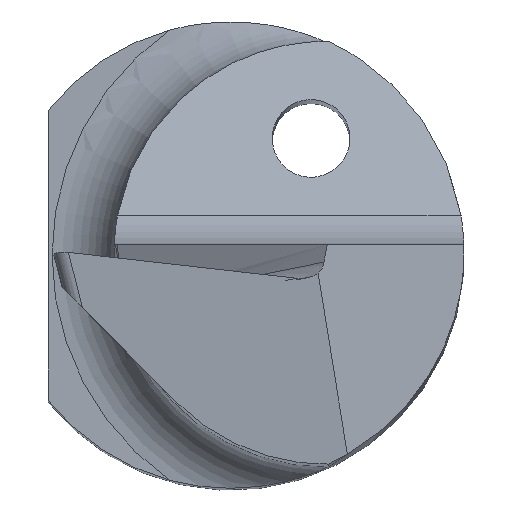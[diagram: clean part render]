
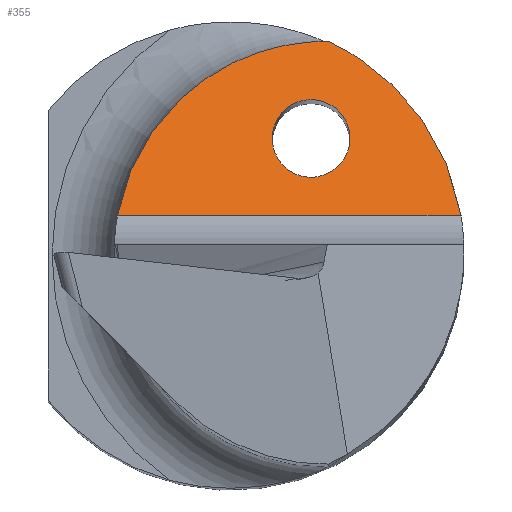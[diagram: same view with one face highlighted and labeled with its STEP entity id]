
A CAD part, top view. The second image highlights one B-rep face of the part: STEP entity #355.
In plain terms, the highlighted planar face has unit normal (0, 0.766, 0.643).
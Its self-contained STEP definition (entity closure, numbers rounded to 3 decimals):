
#27 = CARTESIAN_POINT ( 'NONE',  ( 1.032, 0.974, 31.086 ) ) ;
#32 = CARTESIAN_POINT ( 'NONE',  ( 2.962, 0.474, 31.682 ) ) ;
#36 = CARTESIAN_POINT ( 'NONE',  ( 2.032, 0.974, 31.086 ) ) ;
#44 = FACE_BOUND ( 'NONE', #116, .T. ) ;
#45 = CARTESIAN_POINT ( 'NONE',  ( 1.032, 1.974, 29.894 ) ) ;
#50 = FACE_OUTER_BOUND ( 'NONE', #630, .T. ) ;
#52 = ORIENTED_EDGE ( 'NONE', *, *, #668, .F. ) ;
#61 = EDGE_CURVE ( 'NONE', #766, #712, #214, .T. ) ;
#73 = CARTESIAN_POINT ( 'NONE',  ( -0.141, 2.74, 28.982 ) ) ;
#96 = CARTESIAN_POINT ( 'NONE',  ( 2.801, 1.483, 30.48 ) ) ;
#115 = CARTESIAN_POINT ( 'NONE',  ( -1.215, 1.849, 30.044 ) ) ;
#116 = EDGE_LOOP ( 'NONE', ( #528 ) ) ;
#134 = VERTEX_POINT ( 'NONE', #396 ) ;
#169 = CARTESIAN_POINT ( 'NONE',  ( 1.255, 2.725, 29. ) ) ;
#191 = DIRECTION ( 'NONE',  ( 0., -0.766, -0.643 ) ) ;
#213 = CARTESIAN_POINT ( 'NONE',  ( 1.255, 2.725, 29. ) ) ;
#214 =( BOUNDED_CURVE ( )  B_SPLINE_CURVE ( 3, ( #215, #96, #758, #169 ),
 .UNSPECIFIED., .F., .T. ) 
 B_SPLINE_CURVE_WITH_KNOTS ( ( 4, 4 ),
 ( 4.871, 5.852 ),
 .UNSPECIFIED. ) 
 CURVE ( )  GEOMETRIC_REPRESENTATION_ITEM ( )  RATIONAL_B_SPLINE_CURVE ( ( 1., 0.921, 0.921, 1. ) ) 
 REPRESENTATION_ITEM ( '' )  );
#215 = CARTESIAN_POINT ( 'NONE',  ( 2.962, 0.474, 31.682 ) ) ;
#222 = ORIENTED_EDGE ( 'NONE', *, *, #61, .T. ) ;
#280 = CARTESIAN_POINT ( 'NONE',  ( 3., 0.474, 31.682 ) ) ;
#313 = PLANE ( 'NONE',  #779 ) ;
#316 = DIRECTION ( 'NONE',  ( 0., 0.643, -0.766 ) ) ;
#336 = CARTESIAN_POINT ( 'NONE',  ( 1.255, 2.725, 29. ) ) ;
#349 = DIRECTION ( 'NONE',  ( -1., 0., 0. ) ) ;
#355 = ADVANCED_FACE ( 'NONE', ( #44, #50 ), #313, .F. ) ;
#386 = VECTOR ( 'NONE', #349, 1000. ) ;
#396 = CARTESIAN_POINT ( 'NONE',  ( 1.032, 1.974, 29.894 ) ) ;
#419 = CARTESIAN_POINT ( 'NONE',  ( 0.032, 0.974, 31.086 ) ) ;
#424 = CARTESIAN_POINT ( 'NONE',  ( 2.032, 1.974, 29.894 ) ) ;
#430 = CARTESIAN_POINT ( 'NONE',  ( 1.032, 1.974, 29.894 ) ) ;
#436 = CARTESIAN_POINT ( 'NONE',  ( 0.032, 1.974, 29.894 ) ) ;
#509 = CARTESIAN_POINT ( 'NONE',  ( -1.458, 0.474, 31.682 ) ) ;
#510 = EDGE_CURVE ( 'NONE', #766, #581, #613, .T. ) ;
#528 = ORIENTED_EDGE ( 'NONE', *, *, #587, .T. ) ;
#571 = CARTESIAN_POINT ( 'NONE',  ( 3., 0.474, 31.682 ) ) ;
#581 = VERTEX_POINT ( 'NONE', #509 ) ;
#584 = ORIENTED_EDGE ( 'NONE', *, *, #510, .F. ) ;
#587 = EDGE_CURVE ( 'NONE', #134, #134, #831, .T. ) ;
#613 = LINE ( 'NONE', #280, #386 ) ;
#630 = EDGE_LOOP ( 'NONE', ( #584, #222, #52 ) ) ;
#668 = EDGE_CURVE ( 'NONE', #581, #712, #823, .T. ) ;
#707 = CARTESIAN_POINT ( 'NONE',  ( -1.458, 0.474, 31.682 ) ) ;
#712 = VERTEX_POINT ( 'NONE', #213 ) ;
#758 = CARTESIAN_POINT ( 'NONE',  ( 2.183, 2.297, 29.51 ) ) ;
#766 = VERTEX_POINT ( 'NONE', #32 ) ;
#779 = AXIS2_PLACEMENT_3D ( 'NONE', #571, #191, #316 ) ;
#823 =( BOUNDED_CURVE ( )  B_SPLINE_CURVE ( 3, ( #707, #115, #73, #336 ),
 .UNSPECIFIED., .F., .T. ) 
 B_SPLINE_CURVE_WITH_KNOTS ( ( 4, 4 ),
 ( 4.887, 6.294 ),
 .UNSPECIFIED. ) 
 CURVE ( )  GEOMETRIC_REPRESENTATION_ITEM ( )  RATIONAL_B_SPLINE_CURVE ( ( 1., 0.842, 0.842, 1. ) ) 
 REPRESENTATION_ITEM ( '' )  );
#831 =( BOUNDED_CURVE ( )  B_SPLINE_CURVE ( 3, ( #45, #424, #36, #27, #419, #436, #430 ),
 .UNSPECIFIED., .T., .T. ) 
 B_SPLINE_CURVE_WITH_KNOTS ( ( 4, 3, 4 ),
 ( 0., 3.142, 6.283 ),
 .UNSPECIFIED. ) 
 CURVE ( )  GEOMETRIC_REPRESENTATION_ITEM ( )  RATIONAL_B_SPLINE_CURVE ( ( 1., 0.333, 0.333, 1., 0.333, 0.333, 1. ) ) 
 REPRESENTATION_ITEM ( '' )  );
